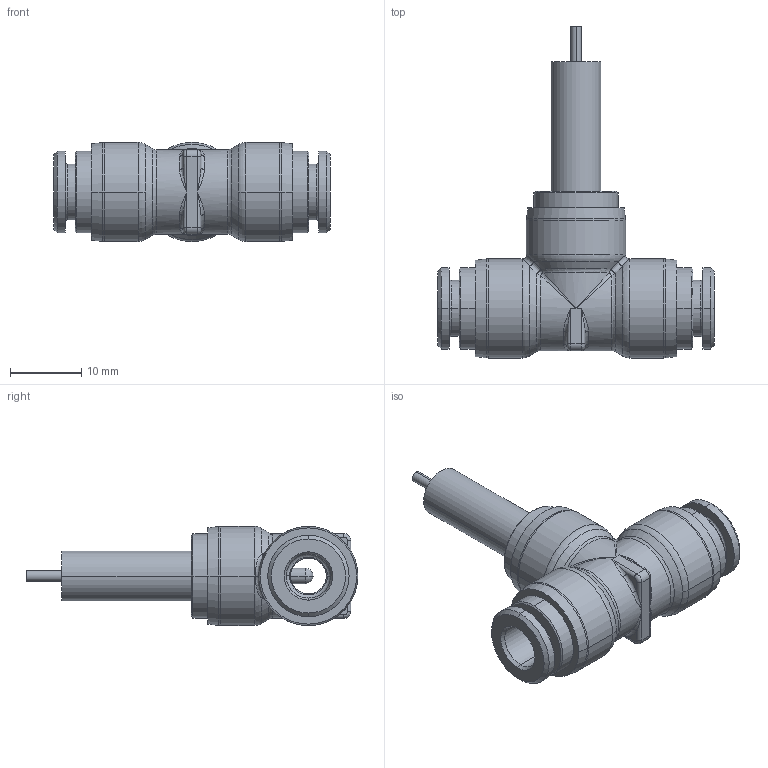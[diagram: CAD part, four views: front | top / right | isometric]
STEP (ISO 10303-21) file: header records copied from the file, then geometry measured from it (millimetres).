
FILE_DESCRIPTION(( 'MVT.34.06.06-PT100-V.stp' ), '1');
FILE_NAME( 'MVT.34.06.06-PT100-V.stp', '2018-08-24T14:34:42',( 'Sopra'),('sopra-pneumatic.com'), 'SwSTEP 2.0','SolidWorks 2009','' );
FILE_SCHEMA(('CONFIG_CONTROL_DESIGN'));
Length unit declared in the file: millimetre
Products named in the file (1): 390520B_ITS-958P3-6FF-PT100
Bounding box: 38.8 x 46.55 x 13.9 mm (x, y, z)
Volume: 5893.5 mm3; surface area: 3662.8 mm2
Topology: 1 solids, 1 shells, 161 faces, 344 edges, 195 vertices
Faces by surface type: cylinder 50, torus 38, bspline 26, cone 24, plane 21, sphere 2
Entity records: 5808 total; most frequent: CARTESIAN_POINT 2360, DIRECTION 767, ORIENTED_EDGE 684, EDGE_CURVE 342, AXIS2_PLACEMENT_3D 341, CIRCLE 206, VERTEX_POINT 195, EDGE_LOOP 175
